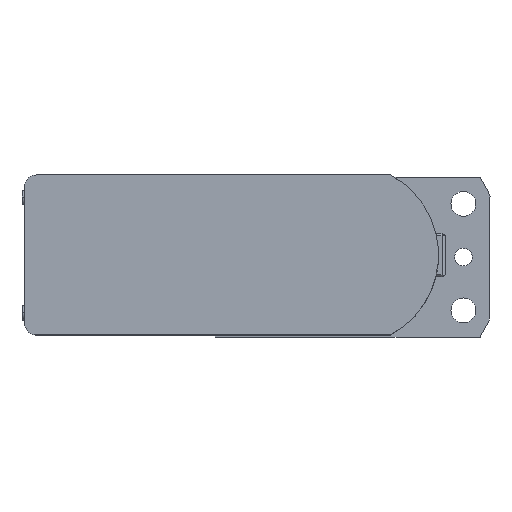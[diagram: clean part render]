
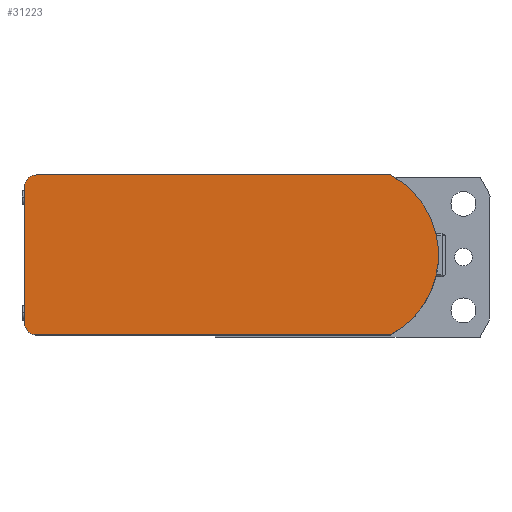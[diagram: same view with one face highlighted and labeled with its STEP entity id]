
A CAD part, top view. The second image highlights one B-rep face of the part: STEP entity #31223.
In plain terms, the highlighted planar face has unit normal (0, 0, 1).
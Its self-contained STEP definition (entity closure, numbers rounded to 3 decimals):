
#793=PLANE('',#32988);
#2478=FACE_OUTER_BOUND('',#4214,.T.);
#4214=EDGE_LOOP('',(#21902,#21903,#21904,#21905,#21906,#21907));
#5774=CIRCLE('',#32975,51.);
#5778=CIRCLE('',#32981,6.6);
#5781=CIRCLE('',#32986,6.6);
#7339=LINE('',#52138,#10164);
#7345=LINE('',#52154,#10170);
#7349=LINE('',#52167,#10174);
#10164=VECTOR('',#36656,10.);
#10170=VECTOR('',#36670,10.);
#10174=VECTOR('',#36684,10.);
#13107=VERTEX_POINT('',#52083);
#13108=VERTEX_POINT('',#52085);
#13115=VERTEX_POINT('',#52136);
#13117=VERTEX_POINT('',#52142);
#13121=VERTEX_POINT('',#52152);
#13124=VERTEX_POINT('',#52160);
#16355=EDGE_CURVE('',#13108,#13107,#5774,.T.);
#16364=EDGE_CURVE('',#13107,#13115,#7339,.T.);
#16367=EDGE_CURVE('',#13115,#13117,#5778,.T.);
#16372=EDGE_CURVE('',#13117,#13121,#7345,.T.);
#16376=EDGE_CURVE('',#13121,#13124,#5781,.T.);
#16379=EDGE_CURVE('',#13124,#13108,#7349,.T.);
#21902=ORIENTED_EDGE('',*,*,#16355,.T.);
#21903=ORIENTED_EDGE('',*,*,#16364,.T.);
#21904=ORIENTED_EDGE('',*,*,#16367,.T.);
#21905=ORIENTED_EDGE('',*,*,#16372,.T.);
#21906=ORIENTED_EDGE('',*,*,#16376,.T.);
#21907=ORIENTED_EDGE('',*,*,#16379,.T.);
#31223=ADVANCED_FACE('',(#2478),#793,.T.);
#32975=AXIS2_PLACEMENT_3D('',#52086,#36644,#36645);
#32981=AXIS2_PLACEMENT_3D('',#52144,#36662,#36663);
#32986=AXIS2_PLACEMENT_3D('',#52162,#36678,#36679);
#32988=AXIS2_PLACEMENT_3D('',#52168,#36685,#36686);
#36644=DIRECTION('center_axis',(0.,0.,
1.));
#36645=DIRECTION('ref_axis',(0.471,-0.882,0.));
#36656=DIRECTION('',(-1.,0.,0.));
#36662=DIRECTION('center_axis',(0.,0.,
1.));
#36663=DIRECTION('ref_axis',(0.,1.,0.));
#36670=DIRECTION('',(0.,-1.,0.));
#36678=DIRECTION('center_axis',(0.,0.,
1.));
#36679=DIRECTION('ref_axis',(-1.,0.,0.));
#36684=DIRECTION('',(1.,0.,0.));
#36685=DIRECTION('center_axis',(0.,0.,
1.));
#36686=DIRECTION('ref_axis',(1.,0.,0.));
#52083=CARTESIAN_POINT('',(24.003,45.,740.));
#52085=CARTESIAN_POINT('',(24.003,-45.,740.));
#52086=CARTESIAN_POINT('Origin',(0.003,0.,
740.));
#52136=CARTESIAN_POINT('',(-175.397,45.,740.));
#52138=CARTESIAN_POINT('',(24.003,45.,740.));
#52142=CARTESIAN_POINT('',(-181.997,38.4,740.));
#52144=CARTESIAN_POINT('Origin',(-175.397,38.4,740.));
#52152=CARTESIAN_POINT('',(-181.997,-38.4,740.));
#52154=CARTESIAN_POINT('',(-181.997,38.4,740.));
#52160=CARTESIAN_POINT('',(-175.397,-45.,740.));
#52162=CARTESIAN_POINT('Origin',(-175.397,-38.4,740.));
#52167=CARTESIAN_POINT('',(-175.397,-45.,740.));
#52168=CARTESIAN_POINT('Origin',(-75.833,0.,
740.));
